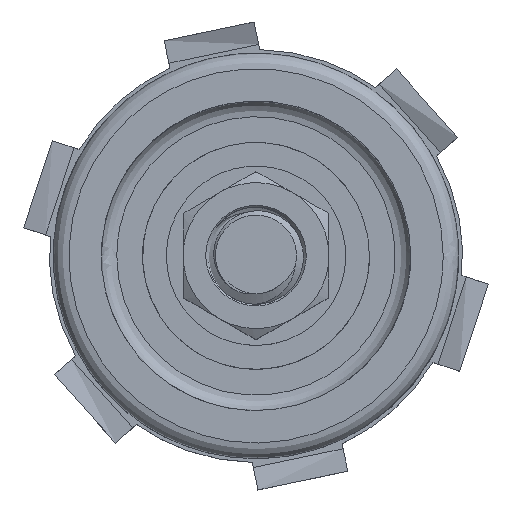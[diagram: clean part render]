
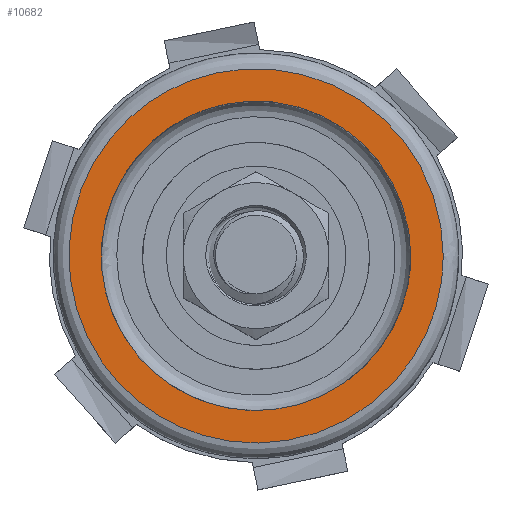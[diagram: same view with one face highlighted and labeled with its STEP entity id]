
A CAD part, top view. The second image highlights one B-rep face of the part: STEP entity #10682.
In plain terms, the highlighted free-form (B-spline) face has degree [1, 1] with [2, 2] control points.
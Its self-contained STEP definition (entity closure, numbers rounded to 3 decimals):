
#10682 = ADVANCED_FACE('',(#10683,#10697),#10711,.T.);
#10683 = FACE_BOUND('',#10684,.T.);
#10684 = EDGE_LOOP('',(#10685));
#10685 = ORIENTED_EDGE('',*,*,#10686,.T.);
#10686 = EDGE_CURVE('',#10687,#10687,#10689,.T.);
#10687 = VERTEX_POINT('',#10688);
#10688 = CARTESIAN_POINT('',(22.852,0.,13.547));
#10689 = ( BOUNDED_CURVE() B_SPLINE_CURVE(2,(#10690,#10691,#10692,#10693
    ,#10694,#10695,#10696),.UNSPECIFIED.,.T.,.F.) 
B_SPLINE_CURVE_WITH_KNOTS((1,2,2,2,2,1),(-2.094,0.,
    2.094,4.189,6.283,8.378),
.UNSPECIFIED.) CURVE() GEOMETRIC_REPRESENTATION_ITEM() 
RATIONAL_B_SPLINE_CURVE((1.,0.5,1.,0.5,1.,0.5,1.)) REPRESENTATION_ITEM(
  '') );
#10690 = CARTESIAN_POINT('',(22.852,0.,13.547));
#10691 = CARTESIAN_POINT('',(22.852,39.581,
    13.547));
#10692 = CARTESIAN_POINT('',(-11.426,19.79,
    13.547));
#10693 = CARTESIAN_POINT('',(-45.704,0.,
    13.547));
#10694 = CARTESIAN_POINT('',(-11.426,-19.79,
    13.547));
#10695 = CARTESIAN_POINT('',(22.852,-39.581,
    13.547));
#10696 = CARTESIAN_POINT('',(22.852,0.,13.547));
#10697 = FACE_BOUND('',#10698,.T.);
#10698 = EDGE_LOOP('',(#10699));
#10699 = ORIENTED_EDGE('',*,*,#10700,.F.);
#10700 = EDGE_CURVE('',#10701,#10701,#10703,.T.);
#10701 = VERTEX_POINT('',#10702);
#10702 = CARTESIAN_POINT('',(18.895,0.,13.547));
#10703 = ( BOUNDED_CURVE() B_SPLINE_CURVE(2,(#10704,#10705,#10706,#10707
    ,#10708,#10709,#10710),.UNSPECIFIED.,.T.,.F.) 
B_SPLINE_CURVE_WITH_KNOTS((1,2,2,2,2,1),(-2.094,0.,
    2.094,4.189,6.283,8.378),
.UNSPECIFIED.) CURVE() GEOMETRIC_REPRESENTATION_ITEM() 
RATIONAL_B_SPLINE_CURVE((1.,0.5,1.,0.5,1.,0.5,1.)) REPRESENTATION_ITEM(
  '') );
#10704 = CARTESIAN_POINT('',(18.895,0.,13.547));
#10705 = CARTESIAN_POINT('',(18.895,32.728,
    13.547));
#10706 = CARTESIAN_POINT('',(-9.448,16.364,
    13.547));
#10707 = CARTESIAN_POINT('',(-37.791,0.,
    13.547));
#10708 = CARTESIAN_POINT('',(-9.448,-16.364,
    13.547));
#10709 = CARTESIAN_POINT('',(18.895,-32.728,
    13.547));
#10710 = CARTESIAN_POINT('',(18.895,0.,13.547));
#10711 = B_SPLINE_SURFACE_WITH_KNOTS('',1,1,(
    (#10712,#10713)
    ,(#10714,#10715
    )),.UNSPECIFIED.,.F.,.F.,.F.,(2,2),(2,2),(-18.339,18.339),(
    -18.339,18.339),.PIECEWISE_BEZIER_KNOTS.);
#10712 = CARTESIAN_POINT('',(-22.852,-22.852,
    13.547));
#10713 = CARTESIAN_POINT('',(-22.852,22.852,
    13.547));
#10714 = CARTESIAN_POINT('',(22.852,-22.852,
    13.547));
#10715 = CARTESIAN_POINT('',(22.852,22.852,
    13.547));
